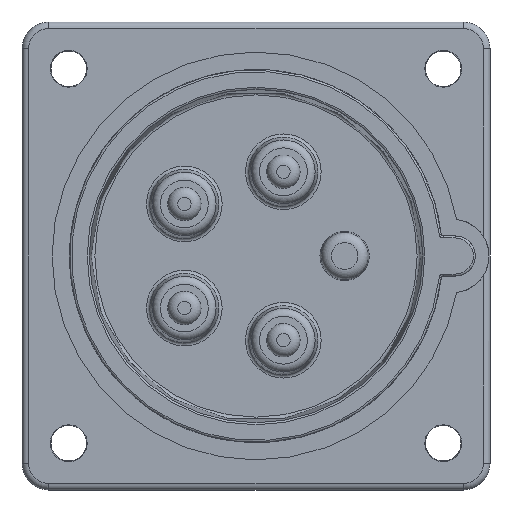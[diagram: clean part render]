
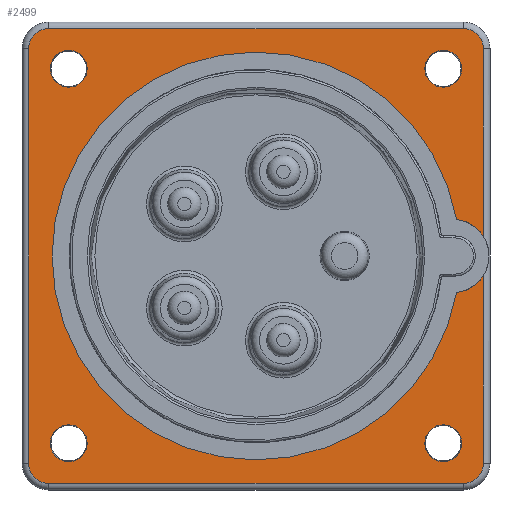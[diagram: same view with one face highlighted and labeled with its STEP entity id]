
A CAD part, front view. The second image highlights one B-rep face of the part: STEP entity #2499.
In plain terms, the highlighted planar face has unit normal (0, -1, 0).
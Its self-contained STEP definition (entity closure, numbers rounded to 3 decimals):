
#57 = AXIS2_PLACEMENT_3D ( 'NONE', #15191, #2726, #17312 ) ;
#60 = EDGE_LOOP ( 'NONE', ( #11638 ) ) ;
#578 = DIRECTION ( 'NONE',  ( 0., -1., 0. ) ) ;
#734 = PLANE ( 'NONE',  #3655 ) ;
#745 = AXIS2_PLACEMENT_3D ( 'NONE', #5104, #19723, #7192 ) ;
#838 = EDGE_LOOP ( 'NONE', ( #4312, #16040, #4981, #12258, #4984, #2110, #17432, #4690, #9004, #9012, #10971, #9403 ) ) ;
#1204 = EDGE_LOOP ( 'NONE', ( #11662 ) ) ;
#1360 = DIRECTION ( 'NONE',  ( 0., 0., -1. ) ) ;
#1377 = VERTEX_POINT ( 'NONE', #5715 ) ;
#1584 = CARTESIAN_POINT ( 'NONE',  ( 31., -2.6, 34. ) ) ;
#1811 = CARTESIAN_POINT ( 'NONE',  ( 31., -2.6, 31. ) ) ;
#2002 = CARTESIAN_POINT ( 'NONE',  ( -31., -2.6, -34. ) ) ;
#2060 = VECTOR ( 'NONE', #14553, 1000. ) ;
#2110 = ORIENTED_EDGE ( 'NONE', *, *, #23281, .T. ) ;
#2206 = EDGE_CURVE ( 'NONE', #6608, #1377, #7418, .T. ) ;
#2210 = AXIS2_PLACEMENT_3D ( 'NONE', #16804, #4313, #18941 ) ;
#2442 = CARTESIAN_POINT ( 'NONE',  ( -25.25, -2.6, 28. ) ) ;
#2499 = ADVANCED_FACE ( 'NONE', ( #6104, #6136, #6388, #6467, #6078 ), #734, .T. ) ;
#2604 = CARTESIAN_POINT ( 'NONE',  ( -28., -2.6, 28. ) ) ;
#2726 = DIRECTION ( 'NONE',  ( 0., -1., 0. ) ) ;
#2746 = LINE ( 'NONE', #2002, #2060 ) ;
#2853 = DIRECTION ( 'NONE',  ( 1., 0., 0. ) ) ;
#3605 = CARTESIAN_POINT ( 'NONE',  ( 31., -2.6, -34. ) ) ;
#3648 = VERTEX_POINT ( 'NONE', #8771 ) ;
#3655 = AXIS2_PLACEMENT_3D ( 'NONE', #17326, #15302, #2853 ) ;
#3751 = CIRCLE ( 'NONE', #57, 2.75 ) ;
#3800 = EDGE_CURVE ( 'NONE', #17400, #6951, #24757, .T. ) ;
#3895 = DIRECTION ( 'NONE',  ( 1., 0., 0. ) ) ;
#3931 = CARTESIAN_POINT ( 'NONE',  ( 28., -2.6, 28. ) ) ;
#4237 = AXIS2_PLACEMENT_3D ( 'NONE', #1811, #16353, #3895 ) ;
#4260 = CARTESIAN_POINT ( 'NONE',  ( 31., -2.6, -31. ) ) ;
#4312 = ORIENTED_EDGE ( 'NONE', *, *, #11045, .F. ) ;
#4313 = DIRECTION ( 'NONE',  ( 0., -1., 0. ) ) ;
#4599 = EDGE_CURVE ( 'NONE', #6608, #23644, #14138, .T. ) ;
#4687 = CARTESIAN_POINT ( 'NONE',  ( -31., -2.6, -34. ) ) ;
#4690 = ORIENTED_EDGE ( 'NONE', *, *, #3800, .T. ) ;
#4725 = DIRECTION ( 'NONE',  ( 1., 0., 0. ) ) ;
#4834 = EDGE_CURVE ( 'NONE', #23035, #23035, #11885, .T. ) ;
#4981 = ORIENTED_EDGE ( 'NONE', *, *, #2206, .F. ) ;
#4984 = ORIENTED_EDGE ( 'NONE', *, *, #17933, .T. ) ;
#5104 = CARTESIAN_POINT ( 'NONE',  ( -31., -2.6, 31. ) ) ;
#5338 = EDGE_LOOP ( 'NONE', ( #20709 ) ) ;
#5611 = CARTESIAN_POINT ( 'NONE',  ( 29.35, -2.6, 0. ) ) ;
#5715 = CARTESIAN_POINT ( 'NONE',  ( 30.007, -2.6, 5.461 ) ) ;
#5777 = EDGE_CURVE ( 'NONE', #21806, #21417, #2746, .T. ) ;
#6050 = DIRECTION ( 'NONE',  ( 1., 0., 0. ) ) ;
#6078 = FACE_BOUND ( 'NONE', #5338, .T. ) ;
#6104 = FACE_OUTER_BOUND ( 'NONE', #838, .T. ) ;
#6135 = EDGE_LOOP ( 'NONE', ( #23691 ) ) ;
#6136 = FACE_BOUND ( 'NONE', #60, .T. ) ;
#6387 = DIRECTION ( 'NONE',  ( 1., 0., 0. ) ) ;
#6388 = FACE_BOUND ( 'NONE', #1204, .T. ) ;
#6427 = AXIS2_PLACEMENT_3D ( 'NONE', #11846, #26643, #13944 ) ;
#6467 = FACE_BOUND ( 'NONE', #6135, .T. ) ;
#6608 = VERTEX_POINT ( 'NONE', #12049 ) ;
#6698 = DIRECTION ( 'NONE',  ( 0., 0., 1. ) ) ;
#6720 = VERTEX_POINT ( 'NONE', #10479 ) ;
#6951 = VERTEX_POINT ( 'NONE', #13612 ) ;
#7192 = DIRECTION ( 'NONE',  ( 1., 0., 0. ) ) ;
#7287 = CARTESIAN_POINT ( 'NONE',  ( -25.25, -2.6, -28. ) ) ;
#7418 = CIRCLE ( 'NONE', #8362, 5.5 ) ;
#7553 = CARTESIAN_POINT ( 'NONE',  ( -34., -2.6, -31. ) ) ;
#7702 = DIRECTION ( 'NONE',  ( 1., 0., 0. ) ) ;
#7815 = EDGE_CURVE ( 'NONE', #22122, #22122, #16744, .T. ) ;
#8362 = AXIS2_PLACEMENT_3D ( 'NONE', #5611, #20279, #7702 ) ;
#8771 = CARTESIAN_POINT ( 'NONE',  ( 34., -2.6, -2.937 ) ) ;
#9004 = ORIENTED_EDGE ( 'NONE', *, *, #17086, .T. ) ;
#9012 = ORIENTED_EDGE ( 'NONE', *, *, #5777, .T. ) ;
#9403 = ORIENTED_EDGE ( 'NONE', *, *, #26949, .T. ) ;
#10027 = DIRECTION ( 'NONE',  ( 0., -1., 0. ) ) ;
#10479 = CARTESIAN_POINT ( 'NONE',  ( 34., -2.6, -31. ) ) ;
#10809 = CIRCLE ( 'NONE', #4237, 3. ) ;
#10838 = DIRECTION ( 'NONE',  ( 0., 0., 1. ) ) ;
#10971 = ORIENTED_EDGE ( 'NONE', *, *, #12040, .T. ) ;
#11045 = EDGE_CURVE ( 'NONE', #19386, #3648, #25012, .T. ) ;
#11222 = CIRCLE ( 'NONE', #18134, 2.75 ) ;
#11638 = ORIENTED_EDGE ( 'NONE', *, *, #25952, .F. ) ;
#11662 = ORIENTED_EDGE ( 'NONE', *, *, #7815, .F. ) ;
#11846 = CARTESIAN_POINT ( 'NONE',  ( 28., -2.6, -28. ) ) ;
#11866 = CIRCLE ( 'NONE', #745, 3. ) ;
#11885 = CIRCLE ( 'NONE', #6427, 2.75 ) ;
#12040 = EDGE_CURVE ( 'NONE', #21417, #6720, #16069, .T. ) ;
#12049 = CARTESIAN_POINT ( 'NONE',  ( 34., -2.6, 2.937 ) ) ;
#12258 = ORIENTED_EDGE ( 'NONE', *, *, #4599, .T. ) ;
#13038 = CARTESIAN_POINT ( 'NONE',  ( -31., -2.6, -31. ) ) ;
#13612 = CARTESIAN_POINT ( 'NONE',  ( -34., -2.6, -31. ) ) ;
#13944 = DIRECTION ( 'NONE',  ( 1., 0., 0. ) ) ;
#14138 = LINE ( 'NONE', #15001, #14437 ) ;
#14421 = CARTESIAN_POINT ( 'NONE',  ( 34., -2.6, 31. ) ) ;
#14437 = VECTOR ( 'NONE', #6698, 1000. ) ;
#14466 = CARTESIAN_POINT ( 'NONE',  ( -31., -2.6, 34. ) ) ;
#14553 = DIRECTION ( 'NONE',  ( 1., 0., 0. ) ) ;
#15001 = CARTESIAN_POINT ( 'NONE',  ( 34., -2.6, -31. ) ) ;
#15111 = DIRECTION ( 'NONE',  ( 1., 0., 0. ) ) ;
#15191 = CARTESIAN_POINT ( 'NONE',  ( -28., -2.6, -28. ) ) ;
#15302 = DIRECTION ( 'NONE',  ( 0., -1., 0. ) ) ;
#15507 = AXIS2_PLACEMENT_3D ( 'NONE', #4260, #18906, #6387 ) ;
#16040 = ORIENTED_EDGE ( 'NONE', *, *, #21659, .F. ) ;
#16069 = CIRCLE ( 'NONE', #15507, 3. ) ;
#16353 = DIRECTION ( 'NONE',  ( 0., -1., 0. ) ) ;
#16744 = CIRCLE ( 'NONE', #22366, 2.75 ) ;
#16804 = CARTESIAN_POINT ( 'NONE',  ( 0., -2.6, 0. ) ) ;
#17086 = EDGE_CURVE ( 'NONE', #6951, #21806, #25669, .T. ) ;
#17213 = DIRECTION ( 'NONE',  ( 0., -1., 0. ) ) ;
#17248 = CARTESIAN_POINT ( 'NONE',  ( -31., -2.6, 34. ) ) ;
#17312 = DIRECTION ( 'NONE',  ( 1., 0., 0. ) ) ;
#17326 = CARTESIAN_POINT ( 'NONE',  ( -31., -2.6, -31. ) ) ;
#17369 = VERTEX_POINT ( 'NONE', #1584 ) ;
#17400 = VERTEX_POINT ( 'NONE', #24656 ) ;
#17432 = ORIENTED_EDGE ( 'NONE', *, *, #24685, .T. ) ;
#17701 = VERTEX_POINT ( 'NONE', #7287 ) ;
#17933 = EDGE_CURVE ( 'NONE', #23644, #17369, #10809, .T. ) ;
#18134 = AXIS2_PLACEMENT_3D ( 'NONE', #3931, #18560, #6050 ) ;
#18560 = DIRECTION ( 'NONE',  ( 0., -1., 0. ) ) ;
#18688 = VERTEX_POINT ( 'NONE', #23926 ) ;
#18906 = DIRECTION ( 'NONE',  ( 0., -1., 0. ) ) ;
#18941 = DIRECTION ( 'NONE',  ( 1., 0., 0. ) ) ;
#19378 = DIRECTION ( 'NONE',  ( -1., 0., 0. ) ) ;
#19386 = VERTEX_POINT ( 'NONE', #19612 ) ;
#19612 = CARTESIAN_POINT ( 'NONE',  ( 30.007, -2.6, -5.461 ) ) ;
#19663 = VERTEX_POINT ( 'NONE', #14466 ) ;
#19723 = DIRECTION ( 'NONE',  ( 0., -1., 0. ) ) ;
#19969 = AXIS2_PLACEMENT_3D ( 'NONE', #22636, #10027, #24768 ) ;
#20165 = LINE ( 'NONE', #17248, #20217 ) ;
#20217 = VECTOR ( 'NONE', #19378, 1000. ) ;
#20279 = DIRECTION ( 'NONE',  ( 0., -1., 0. ) ) ;
#20709 = ORIENTED_EDGE ( 'NONE', *, *, #4834, .F. ) ;
#21402 = CIRCLE ( 'NONE', #2210, 30.5 ) ;
#21417 = VERTEX_POINT ( 'NONE', #3605 ) ;
#21483 = EDGE_CURVE ( 'NONE', #18688, #18688, #11222, .T. ) ;
#21659 = EDGE_CURVE ( 'NONE', #1377, #19386, #21402, .T. ) ;
#21806 = VERTEX_POINT ( 'NONE', #4687 ) ;
#22122 = VERTEX_POINT ( 'NONE', #2442 ) ;
#22366 = AXIS2_PLACEMENT_3D ( 'NONE', #2604, #17213, #4725 ) ;
#22636 = CARTESIAN_POINT ( 'NONE',  ( 29.35, -2.6, 0. ) ) ;
#23035 = VERTEX_POINT ( 'NONE', #23261 ) ;
#23261 = CARTESIAN_POINT ( 'NONE',  ( 30.75, -2.6, -28. ) ) ;
#23281 = EDGE_CURVE ( 'NONE', #17369, #19663, #20165, .T. ) ;
#23483 = CARTESIAN_POINT ( 'NONE',  ( 34., -2.6, -31. ) ) ;
#23644 = VERTEX_POINT ( 'NONE', #14421 ) ;
#23691 = ORIENTED_EDGE ( 'NONE', *, *, #21483, .F. ) ;
#23765 = VECTOR ( 'NONE', #1360, 1000. ) ;
#23926 = CARTESIAN_POINT ( 'NONE',  ( 30.75, -2.6, 28. ) ) ;
#24656 = CARTESIAN_POINT ( 'NONE',  ( -34., -2.6, 31. ) ) ;
#24685 = EDGE_CURVE ( 'NONE', #19663, #17400, #11866, .T. ) ;
#24757 = LINE ( 'NONE', #7553, #23765 ) ;
#24768 = DIRECTION ( 'NONE',  ( 1., 0., 0. ) ) ;
#25012 = CIRCLE ( 'NONE', #19969, 5.5 ) ;
#25669 = CIRCLE ( 'NONE', #26959, 3. ) ;
#25952 = EDGE_CURVE ( 'NONE', #17701, #17701, #3751, .T. ) ;
#26144 = LINE ( 'NONE', #23483, #26405 ) ;
#26405 = VECTOR ( 'NONE', #10838, 1000. ) ;
#26643 = DIRECTION ( 'NONE',  ( 0., -1., 0. ) ) ;
#26949 = EDGE_CURVE ( 'NONE', #6720, #3648, #26144, .T. ) ;
#26959 = AXIS2_PLACEMENT_3D ( 'NONE', #13038, #578, #15111 ) ;
